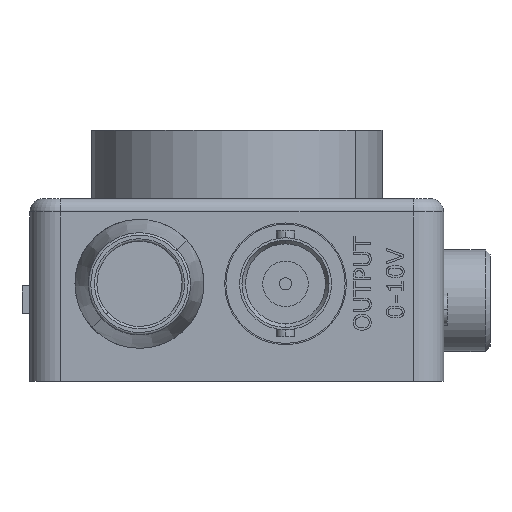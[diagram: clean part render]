
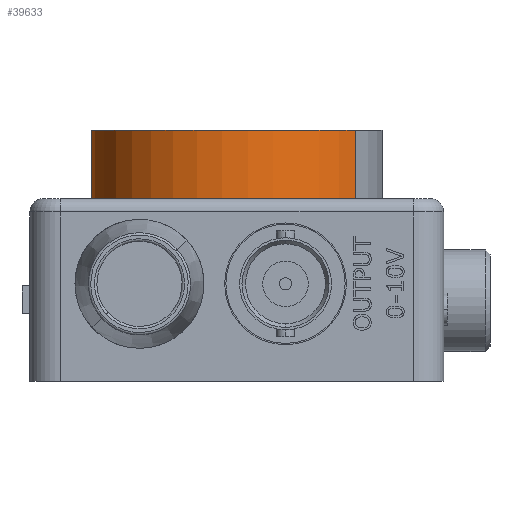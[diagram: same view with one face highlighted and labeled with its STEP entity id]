
A CAD part, front view. The second image highlights one B-rep face of the part: STEP entity #39633.
In plain terms, the highlighted cylindrical face has radius 15.24 mm (diameter 30.48 mm), a partial arc.
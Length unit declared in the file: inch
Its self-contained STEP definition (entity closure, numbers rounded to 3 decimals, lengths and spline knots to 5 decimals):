
#31018 = DIRECTION ( 'NONE',  ( 0.811, -0.585, 0. ) ) ;
#31019 = DIRECTION ( 'NONE',  ( 0., 0., 1. ) ) ;
#31020 = CARTESIAN_POINT ( 'NONE',  ( 0.85, 1.5, 1.03 ) ) ;
#31021 = AXIS2_PLACEMENT_3D ( 'NONE', #31020, #31019, #31018 ) ;
#31022 = CIRCLE ( 'NONE', #31021, 0.6 ) ;
#31072 = CARTESIAN_POINT ( 'NONE',  ( 1.33678, 1.14922, 1.03 ) ) ;
#31192 = DIRECTION ( 'NONE',  ( 0.811, -0.585, 0. ) ) ;
#31193 = DIRECTION ( 'NONE',  ( 0., 0., 1. ) ) ;
#31194 = CARTESIAN_POINT ( 'NONE',  ( 0.85, 1.5, 0.75 ) ) ;
#31195 = AXIS2_PLACEMENT_3D ( 'NONE', #31194, #31193, #31192 ) ;
#31196 = CIRCLE ( 'NONE', #31195, 0.6 ) ;
#31282 = FACE_OUTER_BOUND ( 'NONE', #39497, .T. ) ;
#31283 = DIRECTION ( 'NONE',  ( 0., 0., -1. ) ) ;
#31284 = VECTOR ( 'NONE', #31283, 39.37008 ) ;
#31285 = CARTESIAN_POINT ( 'NONE',  ( 0.36322, 1.85078, 1.03 ) ) ;
#31286 = LINE ( 'NONE', #31285, #31284 ) ;
#31288 = CARTESIAN_POINT ( 'NONE',  ( 0.36322, 1.85078, 0.75 ) ) ;
#31294 = CARTESIAN_POINT ( 'NONE',  ( 1.33678, 1.14922, 0.75 ) ) ;
#31295 = DIRECTION ( 'NONE',  ( 0., 0., -1. ) ) ;
#31296 = VECTOR ( 'NONE', #31295, 39.37008 ) ;
#31297 = CARTESIAN_POINT ( 'NONE',  ( 1.33678, 1.14922, 1.03 ) ) ;
#31298 = LINE ( 'NONE', #31297, #31296 ) ;
#31299 = CARTESIAN_POINT ( 'NONE',  ( 0.36322, 1.85078, 1.03 ) ) ;
#31317 = DIRECTION ( 'NONE',  ( -0.811, 0.585, 0. ) ) ;
#31318 = DIRECTION ( 'NONE',  ( 0., 0., -1. ) ) ;
#31319 = AXIS2_PLACEMENT_3D ( 'NONE', #31323, #31318, #31317 ) ;
#31320 = CYLINDRICAL_SURFACE ( 'NONE', #31319, 0.6 ) ;
#31323 = CARTESIAN_POINT ( 'NONE',  ( 0.85, 1.5, 1.03 ) ) ;
#39497 = EDGE_LOOP ( 'NONE', ( #39498, #39499, #39596, #39598 ) ) ;
#39498 = ORIENTED_EDGE ( 'NONE', *, *, #39624, .F. ) ;
#39499 = ORIENTED_EDGE ( 'NONE', *, *, #39501, .F. ) ;
#39501 = EDGE_CURVE ( 'NONE', #39622, #39527, #31022, .T. ) ;
#39527 = VERTEX_POINT ( 'NONE', #31072 ) ;
#39596 = ORIENTED_EDGE ( 'NONE', *, *, #39632, .T. ) ;
#39598 = ORIENTED_EDGE ( 'NONE', *, *, #39600, .T. ) ;
#39600 = EDGE_CURVE ( 'NONE', #39629, #39625, #31196, .T. ) ;
#39622 = VERTEX_POINT ( 'NONE', #31299 ) ;
#39624 = EDGE_CURVE ( 'NONE', #39527, #39625, #31298, .T. ) ;
#39625 = VERTEX_POINT ( 'NONE', #31294 ) ;
#39629 = VERTEX_POINT ( 'NONE', #31288 ) ;
#39632 = EDGE_CURVE ( 'NONE', #39622, #39629, #31286, .T. ) ;
#39633 = ADVANCED_FACE ( 'NONE', ( #31282 ), #31320, .T. ) ;
